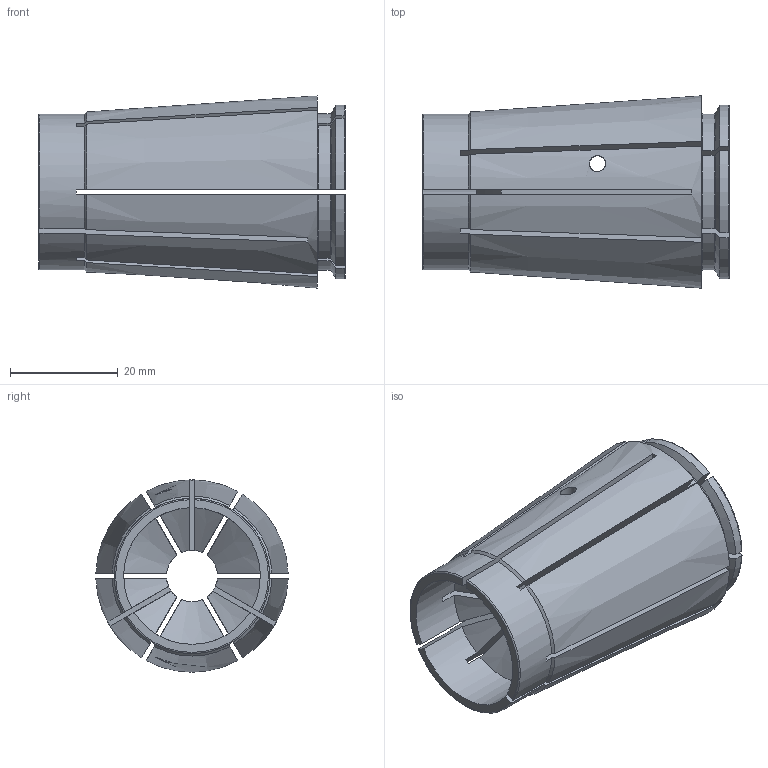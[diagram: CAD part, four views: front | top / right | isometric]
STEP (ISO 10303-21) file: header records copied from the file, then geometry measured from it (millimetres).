
FILE_DESCRIPTION(/* description */ (''),/* implementation_level */ '2;1');
FILE_NAME(/* name */ 'SX25-0375-NP v1.step',/* time_stamp */ '2021-02-12T16:06:48-06:00',/* author */ (''),/* organization */ (''),/* preprocessor_version */ 'ST-DEVELOPER v18.1',/* originating_system */ 'Autodesk Translation Framework v9.7.1.1290',/* authorisation */ '');
FILE_SCHEMA (('AUTOMOTIVE_DESIGN { 1 0 10303 214 3 1 1 }'));
Length unit declared in the file: millimetre
Products named in the file (1): SX25-0375-NP
Bounding box: 57 x 35.73 x 35.74 mm (x, y, z)
Volume: 31847.5 mm3; surface area: 17865.8 mm2
Topology: 1 solids, 1 shells, 129 faces, 395 edges, 264 vertices
Faces by surface type: plane 42, cylinder 30, cone 30, torus 27
Full cylindrical faces by diameter (mm): 3 x4
Entity records: 4913 total; most frequent: CARTESIAN_POINT 1459, ORIENTED_EDGE 790, DIRECTION 678, EDGE_CURVE 395, VERTEX_POINT 264, AXIS2_PLACEMENT_3D 263, LINE 152, VECTOR 152
